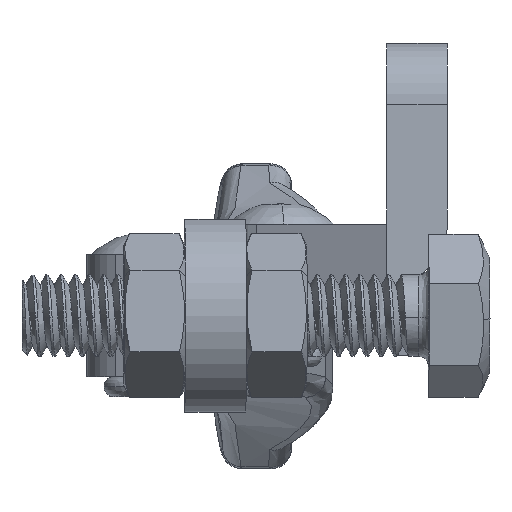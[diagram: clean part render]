
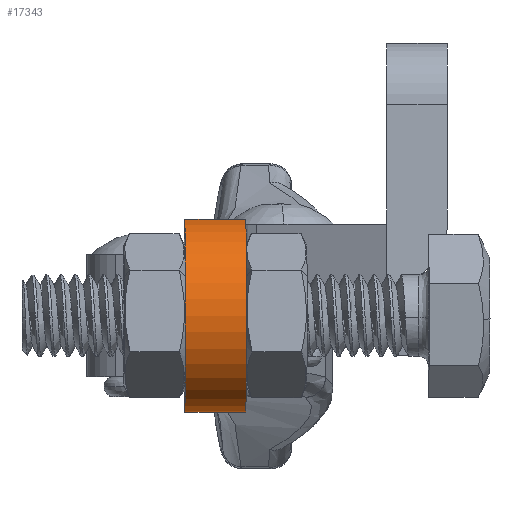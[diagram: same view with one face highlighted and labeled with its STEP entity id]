
A CAD part, left-side view. The second image highlights one B-rep face of the part: STEP entity #17343.
In plain terms, the highlighted cylindrical face has radius 4.75 mm (diameter 9.5 mm), a partial arc.
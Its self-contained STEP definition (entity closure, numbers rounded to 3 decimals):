
#3382 = CARTESIAN_POINT ( 'NONE',  ( -23.5, 6.362, -2.468 ) ) ;
#3385 = CARTESIAN_POINT ( 'NONE',  ( -23.5, 3.163, 6.478 ) ) ;
#3481 = CARTESIAN_POINT ( 'NONE',  ( -23.5, 0.338, 5.468 ) ) ;
#3625 = CARTESIAN_POINT ( 'NONE',  ( -23.5, 3.537, -3.478 ) ) ;
#4652 = FACE_OUTER_BOUND ( 'NONE', #16085, .T. ) ;
#4655 = CYLINDRICAL_SURFACE ( 'NONE', #26213, 4.75 ) ;
#4904 = CIRCLE ( 'NONE', #26404, 4.75 ) ;
#4906 = LINE ( 'NONE', #27606, #4909 ) ;
#4907 = CIRCLE ( 'NONE', #26405, 4.75 ) ;
#4909 = VECTOR ( 'NONE', #27602, 1000. ) ;
#4913 = LINE ( 'NONE', #27615, #4915 ) ;
#4915 = VECTOR ( 'NONE', #27611, 1000. ) ;
#10143 = DIRECTION ( 'NONE',  ( 0., -0.337, 0.942 ) ) ;
#10145 = DIRECTION ( 'NONE',  ( 0., 0.942, 0.337 ) ) ;
#10147 = CARTESIAN_POINT ( 'NONE',  ( -23.5, 1.938, 0.995 ) ) ;
#15676 = VERTEX_POINT ( 'NONE', #3382 ) ;
#15683 = VERTEX_POINT ( 'NONE', #3385 ) ;
#16029 = VERTEX_POINT ( 'NONE', #3481 ) ;
#16085 = EDGE_LOOP ( 'NONE', ( #21331, #22092, #21192, #21465 ) ) ;
#16734 = VERTEX_POINT ( 'NONE', #3625 ) ;
#17343 = ADVANCED_FACE ( 'NONE', ( #4652 ), #4655, .T. ) ;
#18474 = EDGE_CURVE ( 'NONE', #15676, #15683, #4904, .T. ) ;
#18475 = EDGE_CURVE ( 'NONE', #16029, #15683, #4906, .T. ) ;
#18476 = EDGE_CURVE ( 'NONE', #16734, #16029, #4907, .T. ) ;
#18479 = EDGE_CURVE ( 'NONE', #16734, #15676, #4913, .T. ) ;
#21192 = ORIENTED_EDGE ( 'NONE', *, *, #18475, .T. ) ;
#21331 = ORIENTED_EDGE ( 'NONE', *, *, #18479, .F. ) ;
#21465 = ORIENTED_EDGE ( 'NONE', *, *, #18474, .F. ) ;
#22092 = ORIENTED_EDGE ( 'NONE', *, *, #18476, .T. ) ;
#26213 = AXIS2_PLACEMENT_3D ( 'NONE', #10147, #10145, #10143 ) ;
#26404 = AXIS2_PLACEMENT_3D ( 'NONE', #27607, #27608, #27609 ) ;
#26405 = AXIS2_PLACEMENT_3D ( 'NONE', #27612, #27613, #27614 ) ;
#27602 = DIRECTION ( 'NONE',  ( 0., 0.942, 0.337 ) ) ;
#27606 = CARTESIAN_POINT ( 'NONE',  ( -23.5, 0.338, 5.468 ) ) ;
#27607 = CARTESIAN_POINT ( 'NONE',  ( -23.5, 4.762, 2.005 ) ) ;
#27608 = DIRECTION ( 'NONE',  ( 0., 0.942, 0.337 ) ) ;
#27609 = DIRECTION ( 'NONE',  ( 0., -0.337, 0.942 ) ) ;
#27611 = DIRECTION ( 'NONE',  ( 0., 0.942, 0.337 ) ) ;
#27612 = CARTESIAN_POINT ( 'NONE',  ( -23.5, 1.938, 0.995 ) ) ;
#27613 = DIRECTION ( 'NONE',  ( 0., 0.942, 0.337 ) ) ;
#27614 = DIRECTION ( 'NONE',  ( 0., -0.337, 0.942 ) ) ;
#27615 = CARTESIAN_POINT ( 'NONE',  ( -23.5, 3.537, -3.478 ) ) ;
